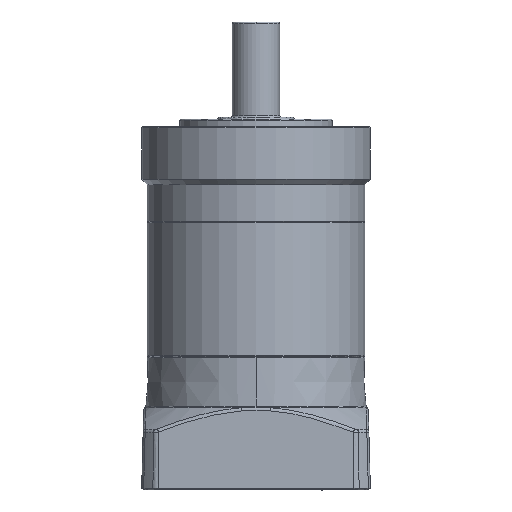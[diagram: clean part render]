
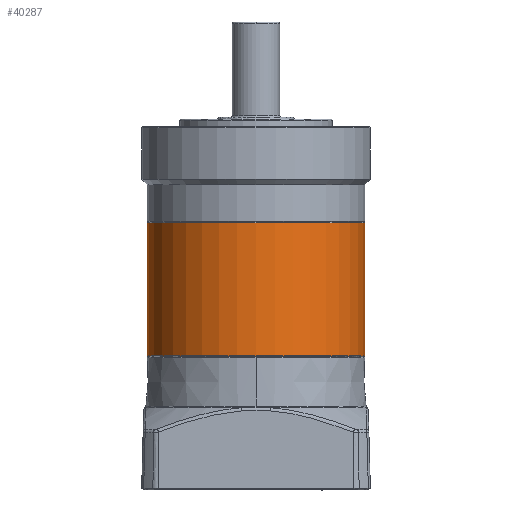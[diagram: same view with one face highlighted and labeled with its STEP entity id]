
A CAD part, front view. The second image highlights one B-rep face of the part: STEP entity #40287.
In plain terms, the highlighted cylindrical face has radius 57 mm (diameter 114 mm), a partial arc.
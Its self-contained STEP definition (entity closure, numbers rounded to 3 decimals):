
#521 = VERTEX_POINT ( 'NONE', #16771 ) ;
#648 = AXIS2_PLACEMENT_3D ( 'NONE', #6070, #5961, #5905 ) ;
#3447 = FACE_OUTER_BOUND ( 'NONE', #31466, .T. ) ;
#3678 = AXIS2_PLACEMENT_3D ( 'NONE', #28233, #7430, #31586 ) ;
#3698 = DIRECTION ( 'NONE',  ( -1., 0., 0. ) ) ;
#3730 = DIRECTION ( 'NONE',  ( 0., 0., -1. ) ) ;
#3781 = CARTESIAN_POINT ( 'NONE',  ( 0., 0., 70.2 ) ) ;
#4902 = AXIS2_PLACEMENT_3D ( 'NONE', #3781, #3730, #3698 ) ;
#4916 = CYLINDRICAL_SURFACE ( 'NONE', #34255, 57. ) ;
#5003 = DIRECTION ( 'NONE',  ( 0., 0., -1. ) ) ;
#5905 = DIRECTION ( 'NONE',  ( -1., 0., 0. ) ) ;
#5959 = CARTESIAN_POINT ( 'NONE',  ( 0., -57., 70.2 ) ) ;
#5961 = DIRECTION ( 'NONE',  ( 0., 0., 1. ) ) ;
#6070 = CARTESIAN_POINT ( 'NONE',  ( 0., 0., 0.3 ) ) ;
#7430 = DIRECTION ( 'NONE',  ( 0., 0., -1. ) ) ;
#8312 = CIRCLE ( 'NONE', #648, 57. ) ;
#8429 = VECTOR ( 'NONE', #24007, 1000. ) ;
#8624 = VERTEX_POINT ( 'NONE', #15356 ) ;
#8656 = LINE ( 'NONE', #20443, #8429 ) ;
#11777 = ORIENTED_EDGE ( 'NONE', *, *, #28344, .T. ) ;
#15356 = CARTESIAN_POINT ( 'NONE',  ( 57., 0., 0.3 ) ) ;
#16771 = CARTESIAN_POINT ( 'NONE',  ( 57., 0., 70.2 ) ) ;
#17764 = ORIENTED_EDGE ( 'NONE', *, *, #26911, .T. ) ;
#20443 = CARTESIAN_POINT ( 'NONE',  ( -57., 0., 70.5 ) ) ;
#21758 = EDGE_CURVE ( 'NONE', #24815, #23413, #29580, .T. ) ;
#23127 = EDGE_CURVE ( 'NONE', #35391, #8624, #8312, .T. ) ;
#23413 = VERTEX_POINT ( 'NONE', #42708 ) ;
#24007 = DIRECTION ( 'NONE',  ( 0., 0., -1. ) ) ;
#24815 = VERTEX_POINT ( 'NONE', #5959 ) ;
#25271 = EDGE_CURVE ( 'NONE', #521, #8624, #29906, .T. ) ;
#26911 = EDGE_CURVE ( 'NONE', #23413, #35391, #8656, .T. ) ;
#27245 = ORIENTED_EDGE ( 'NONE', *, *, #25271, .F. ) ;
#28233 = CARTESIAN_POINT ( 'NONE',  ( 0., 0., 70.2 ) ) ;
#28344 = EDGE_CURVE ( 'NONE', #521, #24815, #37213, .T. ) ;
#29580 = CIRCLE ( 'NONE', #4902, 57. ) ;
#29601 = VECTOR ( 'NONE', #40458, 1000. ) ;
#29906 = LINE ( 'NONE', #40451, #29601 ) ;
#30979 = ORIENTED_EDGE ( 'NONE', *, *, #21758, .T. ) ;
#31466 = EDGE_LOOP ( 'NONE', ( #27245, #11777, #30979, #17764, #35860 ) ) ;
#31586 = DIRECTION ( 'NONE',  ( -1., 0., 0. ) ) ;
#32583 = CARTESIAN_POINT ( 'NONE',  ( 0., 0., 70.5 ) ) ;
#34255 = AXIS2_PLACEMENT_3D ( 'NONE', #32583, #5003, #39228 ) ;
#35391 = VERTEX_POINT ( 'NONE', #38131 ) ;
#35860 = ORIENTED_EDGE ( 'NONE', *, *, #23127, .T. ) ;
#37213 = CIRCLE ( 'NONE', #3678, 57. ) ;
#38131 = CARTESIAN_POINT ( 'NONE',  ( -57., 0., 0.3 ) ) ;
#39228 = DIRECTION ( 'NONE',  ( -1., 0., 0. ) ) ;
#40287 = ADVANCED_FACE ( 'NONE', ( #3447 ), #4916, .T. ) ;
#40451 = CARTESIAN_POINT ( 'NONE',  ( 57., 0., 70.5 ) ) ;
#40458 = DIRECTION ( 'NONE',  ( 0., 0., -1. ) ) ;
#42708 = CARTESIAN_POINT ( 'NONE',  ( -57., 0., 70.2 ) ) ;
